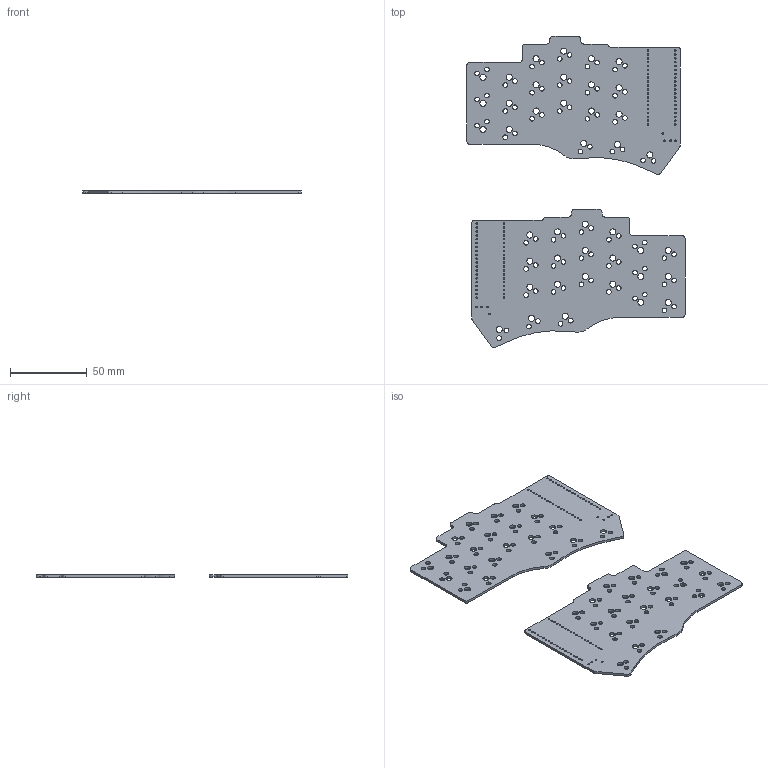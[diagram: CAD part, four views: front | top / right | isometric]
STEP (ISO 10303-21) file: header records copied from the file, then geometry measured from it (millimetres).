
FILE_DESCRIPTION(('KiCad electronic assembly'),'2;1');
FILE_NAME('keyboard_pcb.step','2024-06-14T16:38:03',('Pcbnew'),('Kicad') ,'Open CASCADE STEP processor 7.7','KiCad to STEP converter','Unknown' );
FILE_SCHEMA(('AUTOMOTIVE_DESIGN { 1 0 10303 214 1 1 1 1 }'));
Length unit declared in the file: millimetre
Products named in the file (3): keyboard_pcb 1; keyboard_pcb_PCB_1; keyboard_pcb_PCB_2
Assembly tree (2 placements, depth 2):
  keyboard_pcb 1
    keyboard_pcb_PCB_1
    keyboard_pcb_PCB_2
Bounding box: 142.01 x 202.59 x 1.6 mm (x, y, z)
Volume: 28570.9 mm3; surface area: 39634.5 mm2
Topology: 2 solids, 2 shells, 306 faces, 906 edges, 604 vertices
Faces by surface type: cylinder 254, plane 52
Full cylindrical faces by diameter (mm): 1.02 x80, 3 x84, 3.988 x42
Entity records: 11435 total; most frequent: DIRECTION 2032, CARTESIAN_POINT 1819, ORIENTED_EDGE 1812, EDGE_CURVE 906, AXIS2_PLACEMENT_3D 817, FACE_BOUND 734, EDGE_LOOP 734, VERTEX_POINT 604
